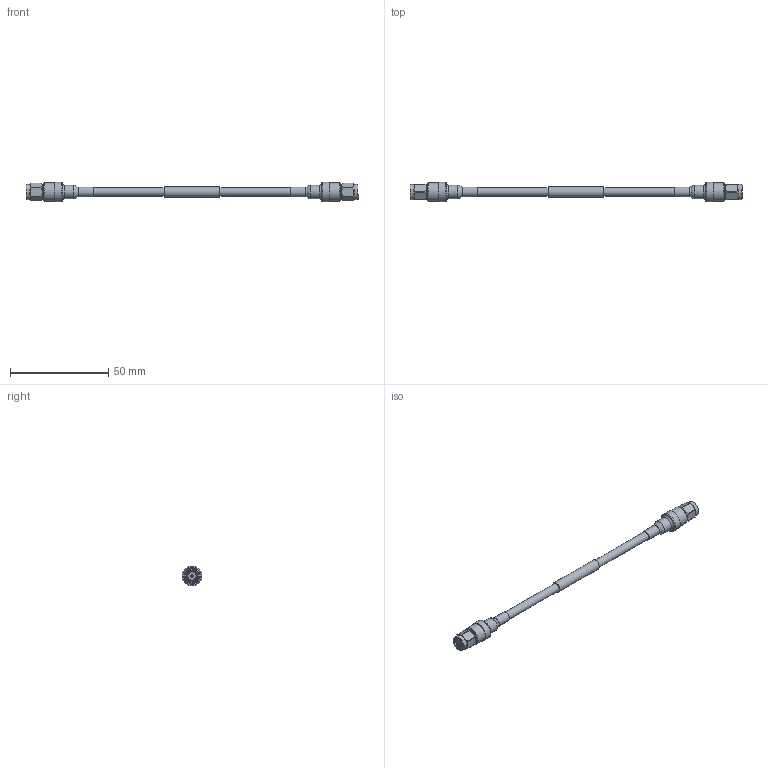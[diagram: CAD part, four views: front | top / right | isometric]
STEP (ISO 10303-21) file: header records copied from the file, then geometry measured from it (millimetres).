
FILE_DESCRIPTION (( 'STEP AP203' ), '1' );
FILE_NAME ('SCC2620-0202.step', '2019-11-05T16:10:26', ( '' ), ( '' ), 'SwSTEP 2.0', 'SolidWorks 2018', '' );
FILE_SCHEMA (( 'CONFIG_CONTROL_DESIGN' ));
Length unit declared in the file: inch
Products named in the file (1): SCC2620-0202
Bounding box: 169.3 x 10.17 x 10.17 mm (x, y, z)
Volume: 4699.3 mm3; surface area: 3853.6 mm2
Topology: 1 solids, 1 shells, 111 faces, 277 edges, 190 vertices
Faces by surface type: cylinder 49, plane 36, cone 12, bspline 10, torus 4
Full cylindrical faces by diameter (mm): 0.94 x2, 1.194 x2, 4.314 x2, 4.445 x2, 4.973 x2, 5.26 x1, 5.334 x2, 6.35 x12, 6.962 x2, 7.762 x2, 8.374 x2, 9.588 x2, 10.169 x2
Entity records: 7039 total; most frequent: CARTESIAN_POINT 4866, ORIENTED_EDGE 424, DIRECTION 380, EDGE_CURVE 212, VERTEX_POINT 180, AXIS2_PLACEMENT_3D 178, EDGE_LOOP 164, FACE_OUTER_BOUND 132
